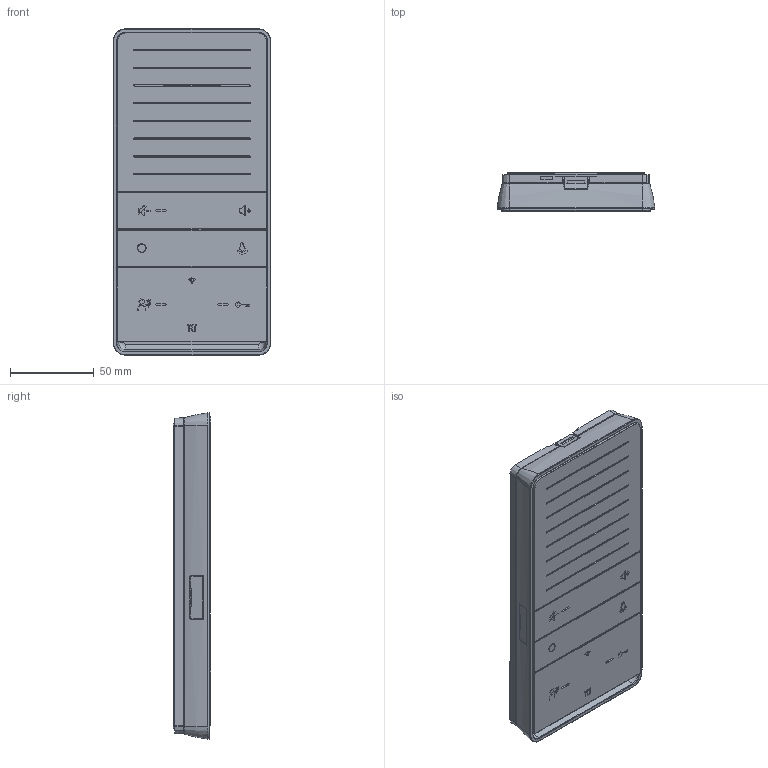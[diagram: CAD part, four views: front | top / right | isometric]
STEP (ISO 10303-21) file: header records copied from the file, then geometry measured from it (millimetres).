
FILE_DESCRIPTION(/* description */ (''),/* implementation_level */ '2;1');
FILE_NAME(/* name */ 'ISW603~1',/* time_stamp */ '2022-12-14T10:04:59+01:00',/* author */ (''),/* organization */ (''),/* preprocessor_version */ 'ST-DEVELOPER v16.5',/* originating_system */ '',/* authorisation */ '');
FILE_SCHEMA (('AUTOMOTIVE_DESIGN'));
Products named in the file (1): Document
Bounding box: 94.06 x 22.6 x 194.56 mm (x, y, z)
Volume: 77443.6 mm3; surface area: 192360.8 mm2
Topology: 188 solids, 198 shells, 9480 faces, 25967 edges, 17020 vertices
Faces by surface type: bspline 4976, plane 4504
Entity records: 405658 total; most frequent: CARTESIAN_POINT 244437, ORIENTED_EDGE 51610, EDGE_CURVE 25902, B_SPLINE_CURVE_WITH_KNOTS 19609, VERTEX_POINT 17020, EDGE_LOOP 11000, ADVANCED_FACE 9480, FACE_OUTER_BOUND 9480
